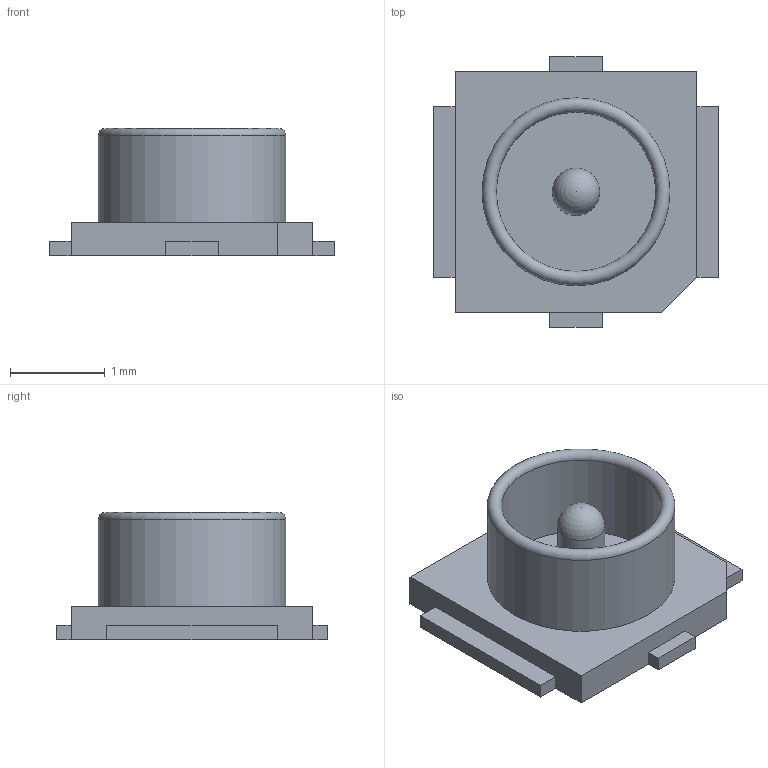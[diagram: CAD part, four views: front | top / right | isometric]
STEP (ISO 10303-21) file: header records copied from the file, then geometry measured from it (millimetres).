
FILE_DESCRIPTION(('FreeCAD Model'),'2;1');
FILE_NAME('U-FL.step', '2017-06-23T10:29:03',('kicad StepUp'),('ksu MCAD'), 'Open CASCADE STEP processor 6.8','FreeCAD','Unknown');
FILE_SCHEMA(('AUTOMOTIVE_DESIGN_CC2 { 1 2 10303 214 -1 1 5 4 }'));
Length unit declared in the file: millimetre
Products named in the file (1): U-FL
Bounding box: 3 x 2.85 x 1.34 mm (x, y, z)
Volume: 3.4 mm3; surface area: 30.8 mm2
Topology: 1 solids, 1 shells, 33 faces, 91 edges, 61 vertices
Faces by surface type: plane 28, cylinder 3, torus 1, sphere 1
Full cylindrical faces by diameter (mm): 0.5 x1, 1.68 x1, 1.98 x1
Entity records: 1280 total; most frequent: CARTESIAN_POINT 185, ORIENTED_EDGE 180, DIRECTION 166, EDGE_CURVE 90, LINE 82, VECTOR 82, VERTEX_POINT 61, AXIS2_PLACEMENT_3D 42
